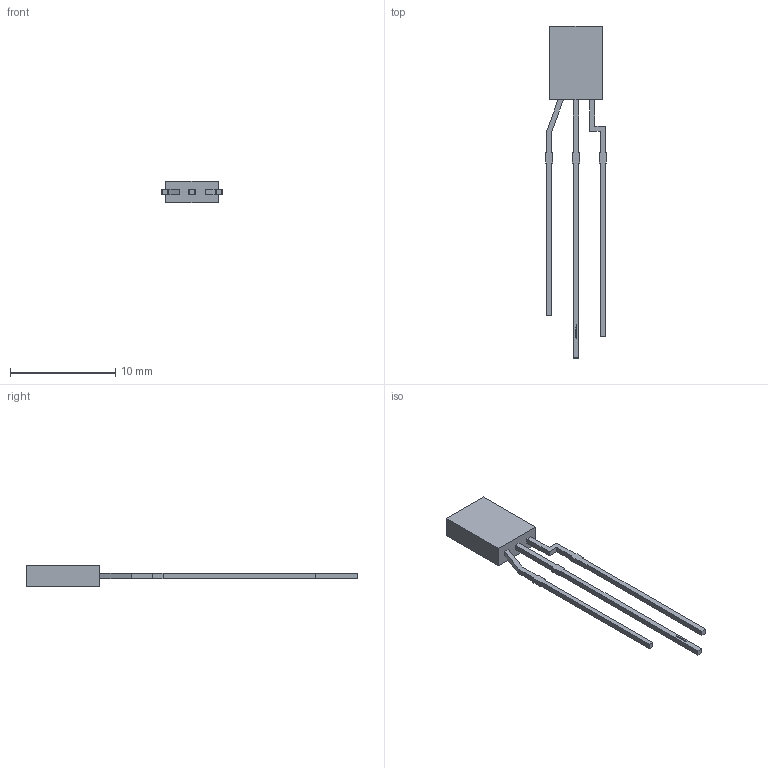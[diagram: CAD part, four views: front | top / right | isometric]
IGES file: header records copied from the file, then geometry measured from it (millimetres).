
Start section: SolidWorks IGES file using analytic representation for surfaces
Global section: file name: 119.IGS; native system: SolidWorks 2008; preprocessor: SolidWorks 2008; author: evant; date: 080827.111235; units: millimetre
Bounding box: 5.78 x 31.5 x 2 mm (x, y, z)
Surface area: 257.1 mm2 (no closed solid volume)
Topology: 0 solids, 0 shells, 334 faces, 2877 edges, 3780 vertices
Faces by surface type: bspline 334
